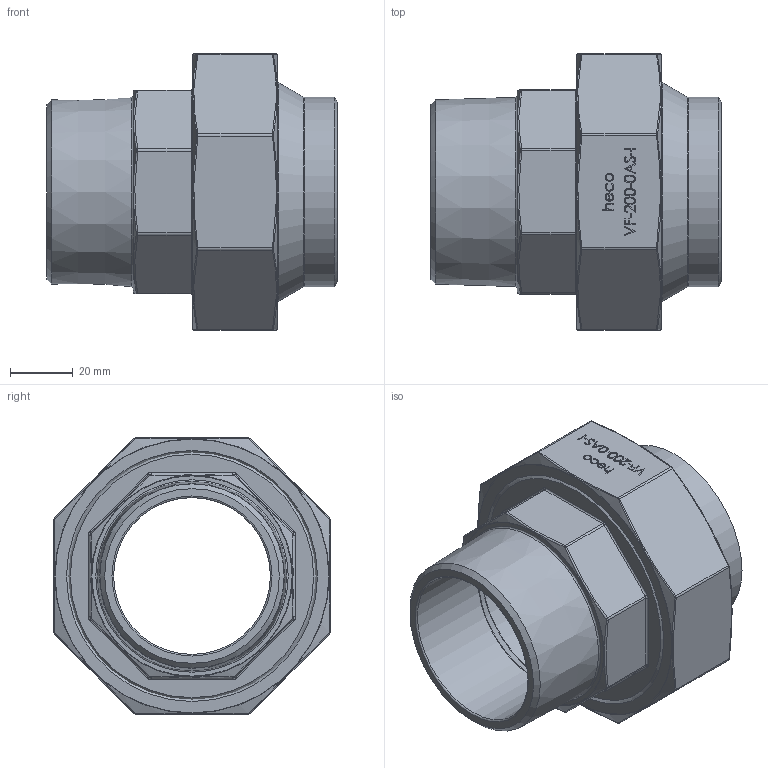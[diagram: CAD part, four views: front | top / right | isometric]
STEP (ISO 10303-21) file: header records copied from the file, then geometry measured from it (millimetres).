
FILE_DESCRIPTION (( 'STEP AP214' ), '1' );
FILE_NAME ('VF-200-0AS-I Verschraubung flach 2109.STEP', '2021-09-24T10:06:37', ( '' ), ( '' ), 'SwSTEP 2.0', 'SolidWorks 2019', '' );
FILE_SCHEMA (( 'AUTOMOTIVE_DESIGN' ));
Length unit declared in the file: millimetre
Products named in the file (1): VF-200-0AS-I Verschraubung flach 2109
Bounding box: 92.5 x 88 x 88 mm (x, y, z)
Volume: 161595.6 mm3; surface area: 64792.2 mm2
Topology: 4 solids, 4 shells, 328 faces, 793 edges, 500 vertices
Faces by surface type: bspline 131, plane 116, cylinder 37, torus 31, cone 13
Full cylindrical faces by diameter (mm): 50 x1, 53.3 x1, 54 x1, 60.3 x1, 61 x2, 63 x1, 72.5 x1, 73 x1, 77.5 x2, 77.84 x1, 80 x1
Entity records: 18747 total; most frequent: CARTESIAN_POINT 8568, ORIENTED_EDGE 1456, DIRECTION 1002, EDGE_CURVE 728, VERTEX_POINT 484, EDGE_LOOP 412, FACE_OUTER_BOUND 364, AXIS2_PLACEMENT_3D 338
